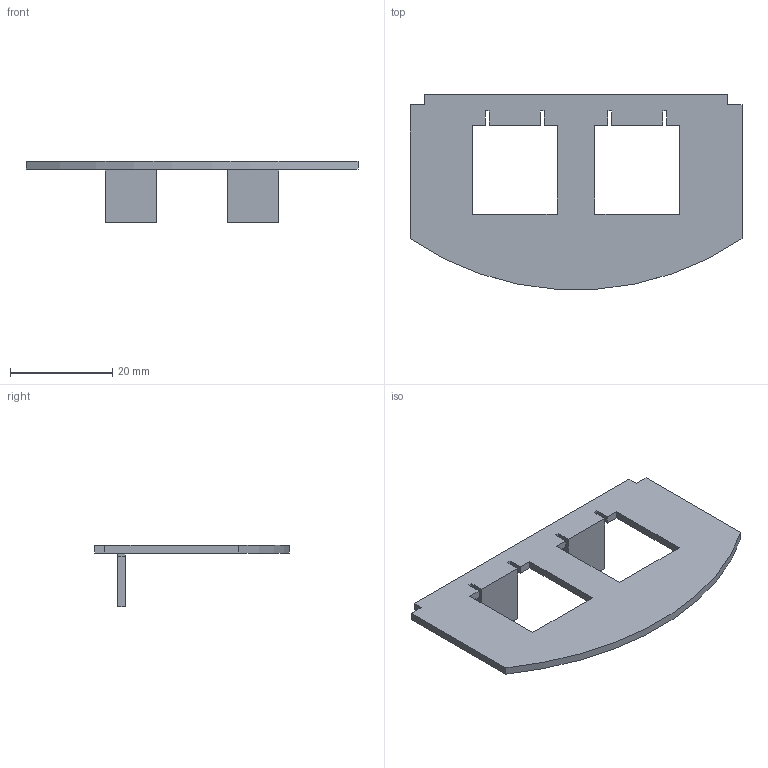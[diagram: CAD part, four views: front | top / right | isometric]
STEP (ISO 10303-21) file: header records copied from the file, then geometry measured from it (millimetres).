
FILE_DESCRIPTION (( 'STEP AP214' ), '1' );
FILE_NAME ('7408808.STEP', '2025-02-17T13:51:33', ( '' ), ( '' ), 'SwSTEP 2.0', 'SolidWorks 2024', '' );
FILE_SCHEMA (( 'AUTOMOTIVE_DESIGN' ));
Length unit declared in the file: millimetre
Products named in the file (1): 7408808
Bounding box: 65 x 38.12 x 12 mm (x, y, z)
Volume: 2833.8 mm3; surface area: 4365.2 mm2
Topology: 1 solids, 1 shells, 46 faces, 132 edges, 88 vertices
Faces by surface type: plane 45, cylinder 1
Entity records: 1509 total; most frequent: CARTESIAN_POINT 267, ORIENTED_EDGE 264, DIRECTION 228, EDGE_CURVE 132, VECTOR 130, LINE 130, VERTEX_POINT 88, EDGE_LOOP 50
